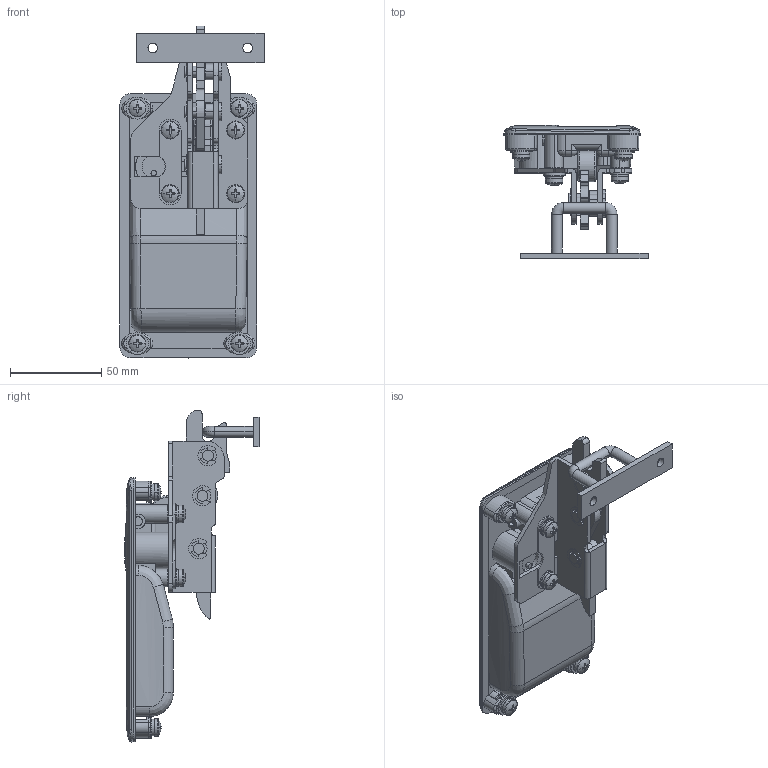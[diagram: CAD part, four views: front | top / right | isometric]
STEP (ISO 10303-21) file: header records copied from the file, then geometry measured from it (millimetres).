
FILE_DESCRIPTION (( 'STEP AP203' ), '1' );
FILE_NAME ('sone3D.STEP', '2014-01-15T00:22:50', ( '' ), ( '' ), 'SwSTEP 2.0', 'SolidWorks 2012', '' );
FILE_SCHEMA (( 'CONFIG_CONTROL_DESIGN' ));
Length unit declared in the file: millimetre
Products named in the file (21): A-154-Bラッチ_; A-154-B押板_; A-154-Bフレーム_; A-154-Bパッキン; A-154-Bハンドル; A-154N本体; sone3D; Φ5用E形止め輪; A-154-Bラッチ受_; A-154-Bƒnƒ“ƒhƒ‹ƒVƒƒƒtƒg; 0200_公開用_0200-4; 廫帤寠晅側傋彫偹偠M5乮暯W丒SW晅乯僆儚儞儚僢僔儍乕懁_M5亊10; 暯儚僢僔儍乕M5暲娵_M5-冇12亊冇5.3亊t0.8; オワンワッシャーL_公開用; 十字穴付なべ小ねじM5（平W・SW付）_M5×10; 暯儚僢僔儍乕M5暲娵_M5-冇10-冇5.3亊t0.8; スプリングワッシャーM5_JIS B 1251 No.2 5; 廫帤寠晅側傋偹偠M5_M5 x 10; A-154-Bシャフト_; A-154-Bラチェット_; A-154-B安全レバー_
Assembly tree (35 placements, depth 3):
  sone3D
    A-154N本体
    A-154-Bハンドル
    A-154-Bパッキン
    A-154-Bフレーム_
    A-154-B押板_
    A-154-Bラッチ_
    A-154-B安全レバー_
    A-154-Bラチェット_
    A-154-Bシャフト_  x3
    十字穴付なべ小ねじM5（平W・SW付）_M5×10  x4
      廫帤寠晅側傋偹偠M5_M5 x 10
      スプリングワッシャーM5_JIS B 1251 No.2 5
      暯儚僢僔儍乕M5暲娵_M5-冇10-冇5.3亊t0.8
    オワンワッシャーL_公開用  x4
    廫帤寠晅側傋彫偹偠M5乮暯W丒SW晅乯僆儚儞儚僢僔儍乕懁_M5亊10  x4
      廫帤寠晅側傋偹偠M5_M5 x 10
      スプリングワッシャーM5_JIS B 1251 No.2 5
      暯儚僢僔儍乕M5暲娵_M5-冇12亊冇5.3亊t0.8
    0200_公開用_0200-4
    A-154-Bƒnƒ“ƒhƒ‹ƒVƒƒƒtƒg
    A-154-Bラッチ受_
    Φ5用E形止め輪  x3
Bounding box: 79 x 73.5 x 182.02 mm (x, y, z)
Volume: 120195.5 mm3; surface area: 90763 mm2
Topology: 45 solids, 45 shells, 1223 faces, 2998 edges, 1882 vertices
Faces by surface type: cylinder 555, plane 442, torus 126, bspline 67, sphere 33
Entity records: 30877 total; most frequent: CARTESIAN_POINT 8345, DIRECTION 4354, ORIENTED_EDGE 4100, EDGE_CURVE 2050, AXIS2_PLACEMENT_3D 1715, VERTEX_POINT 1273, VECTOR 924, LINE 924
